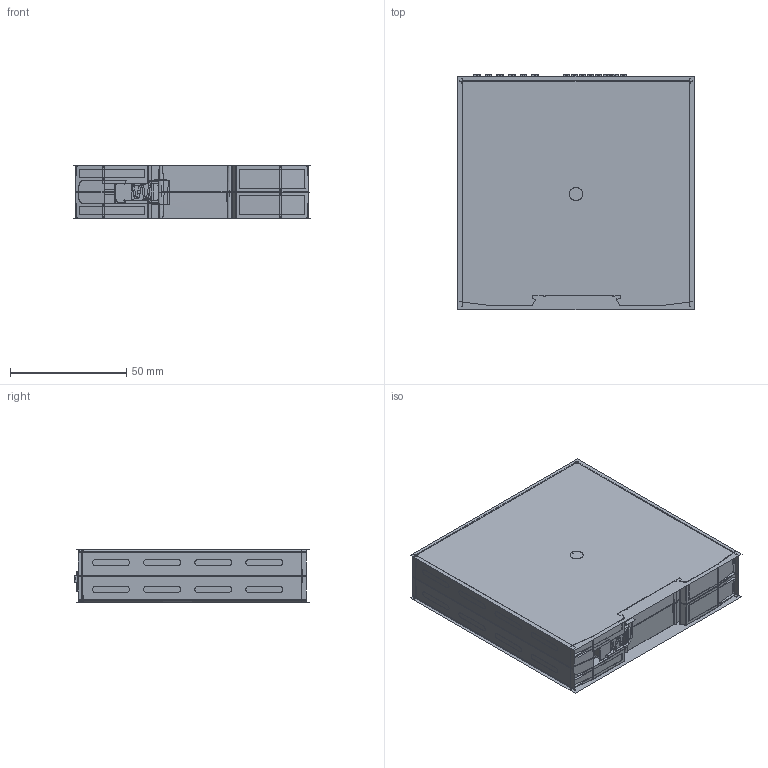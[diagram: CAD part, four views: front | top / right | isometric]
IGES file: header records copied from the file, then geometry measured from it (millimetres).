
Start section:  PTC IGES file: 209269_sm01.igs
Global section: file name: 209269_sm01.igs; native system: Creo Parametric by PTC Inc.; preprocessor: 2019292; author: PDMAdmin; organization: Unknown; date: 20220708.120022; units: millimetre
Bounding box: 101.64 x 101.37 x 22.95 mm (x, y, z)
Volume: 210596.9 mm3; surface area: 134983.7 mm2
Topology: 9 solids, 9 shells, 2326 faces, 11864 edges, 14647 vertices
Faces by surface type: bspline 1726, revolution 600
